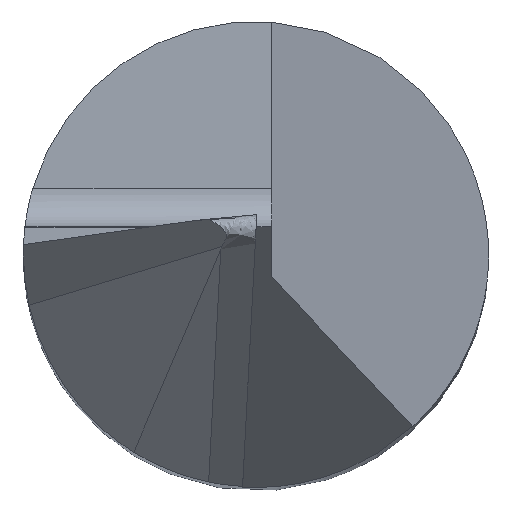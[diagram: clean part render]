
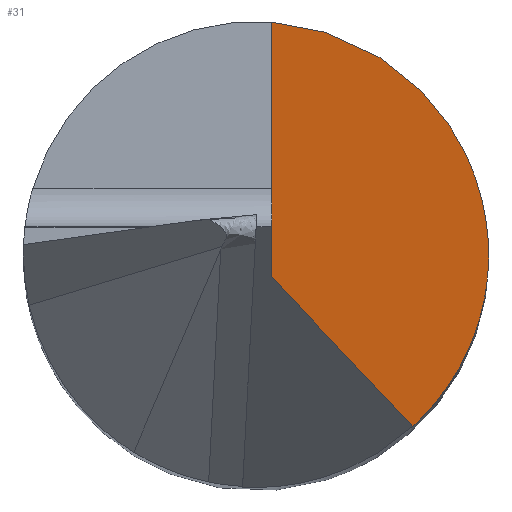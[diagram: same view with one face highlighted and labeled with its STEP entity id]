
A CAD part, top view. The second image highlights one B-rep face of the part: STEP entity #31.
In plain terms, the highlighted planar face has unit normal (0.866, 0, 0.5).
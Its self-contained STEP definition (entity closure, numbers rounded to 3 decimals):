
#5 = VERTEX_POINT ( 'NONE', #947 ) ;
#27 = CARTESIAN_POINT ( 'NONE',  ( 2.655, -1.638, -9.752 ) ) ;
#31 = ADVANCED_FACE ( 'NONE', ( #859 ), #286, .F. ) ;
#71 =( BOUNDED_CURVE ( )  B_SPLINE_CURVE ( 3, ( #191, #179, #27, #780 ),
 .UNSPECIFIED., .F., .F. ) 
 B_SPLINE_CURVE_WITH_KNOTS ( ( 4, 4 ),
 ( 3.142, 3.972 ),
 .UNSPECIFIED. ) 
 CURVE ( )  GEOMETRIC_REPRESENTATION_ITEM ( )  RATIONAL_B_SPLINE_CURVE ( ( 1., 0.943, 0.943, 1. ) ) 
 REPRESENTATION_ITEM ( '' )  );
#126 = DIRECTION ( 'NONE',  ( -0.866, 0., -0.5 ) ) ;
#134 = DIRECTION ( 'NONE',  ( -0.5, 0., 0.866 ) ) ;
#146 = LINE ( 'NONE', #407, #844 ) ;
#179 = CARTESIAN_POINT ( 'NONE',  ( 3., -0.855, -10.35 ) ) ;
#191 = CARTESIAN_POINT ( 'NONE',  ( 3., 0., -10.35 ) ) ;
#199 = DIRECTION ( 'NONE',  ( 0.442, -0.466, -0.766 ) ) ;
#225 = VERTEX_POINT ( 'NONE', #370 ) ;
#258 = LINE ( 'NONE', #813, #404 ) ;
#285 = EDGE_CURVE ( 'NONE', #845, #5, #258, .T. ) ;
#286 = PLANE ( 'NONE',  #685 ) ;
#323 = CARTESIAN_POINT ( 'NONE',  ( 1.862, 2.882, -8.379 ) ) ;
#370 = CARTESIAN_POINT ( 'NONE',  ( 3., 0., -10.35 ) ) ;
#404 = VECTOR ( 'NONE', #735, 1000. ) ;
#407 = CARTESIAN_POINT ( 'NONE',  ( -1.098, 1.075, -3.253 ) ) ;
#420 = CARTESIAN_POINT ( 'NONE',  ( 0.2, 6., -5.5 ) ) ;
#440 = ORIENTED_EDGE ( 'NONE', *, *, #285, .F. ) ;
#455 = ORIENTED_EDGE ( 'NONE', *, *, #555, .F. ) ;
#468 = EDGE_LOOP ( 'NONE', ( #440, #893, #455, #562 ) ) ;
#555 = EDGE_CURVE ( 'NONE', #225, #848, #71, .T. ) ;
#562 = ORIENTED_EDGE ( 'NONE', *, *, #927, .F. ) ;
#617 = CARTESIAN_POINT ( 'NONE',  ( 3., 1.666, -10.35 ) ) ;
#622 = CARTESIAN_POINT ( 'NONE',  ( 0.2, 2.993, -5.5 ) ) ;
#663 = EDGE_CURVE ( 'NONE', #845, #848, #146, .T. ) ;
#685 = AXIS2_PLACEMENT_3D ( 'NONE', #420, #126, #134 ) ;
#735 = DIRECTION ( 'NONE',  ( 0., 1., 0. ) ) ;
#741 = CARTESIAN_POINT ( 'NONE',  ( 0.2, -0.293, -5.5 ) ) ;
#744 =( BOUNDED_CURVE ( )  B_SPLINE_CURVE ( 3, ( #622, #323, #617, #774 ),
 .UNSPECIFIED., .F., .F. ) 
 B_SPLINE_CURVE_WITH_KNOTS ( ( 4, 4 ),
 ( 1.638, 3.142 ),
 .UNSPECIFIED. ) 
 CURVE ( )  GEOMETRIC_REPRESENTATION_ITEM ( )  RATIONAL_B_SPLINE_CURVE ( ( 1., 0.82, 0.82, 1. ) ) 
 REPRESENTATION_ITEM ( '' )  );
#774 = CARTESIAN_POINT ( 'NONE',  ( 3., 0., -10.35 ) ) ;
#780 = CARTESIAN_POINT ( 'NONE',  ( 2.024, -2.215, -8.659 ) ) ;
#813 = CARTESIAN_POINT ( 'NONE',  ( 0.2, 6., -5.5 ) ) ;
#844 = VECTOR ( 'NONE', #199, 1000. ) ;
#845 = VERTEX_POINT ( 'NONE', #741 ) ;
#848 = VERTEX_POINT ( 'NONE', #894 ) ;
#859 = FACE_OUTER_BOUND ( 'NONE', #468, .T. ) ;
#893 = ORIENTED_EDGE ( 'NONE', *, *, #663, .T. ) ;
#894 = CARTESIAN_POINT ( 'NONE',  ( 2.024, -2.215, -8.659 ) ) ;
#927 = EDGE_CURVE ( 'NONE', #5, #225, #744, .T. ) ;
#947 = CARTESIAN_POINT ( 'NONE',  ( 0.2, 2.993, -5.5 ) ) ;
